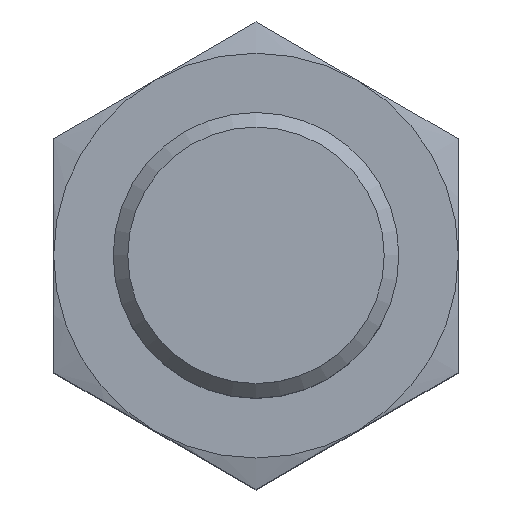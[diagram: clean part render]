
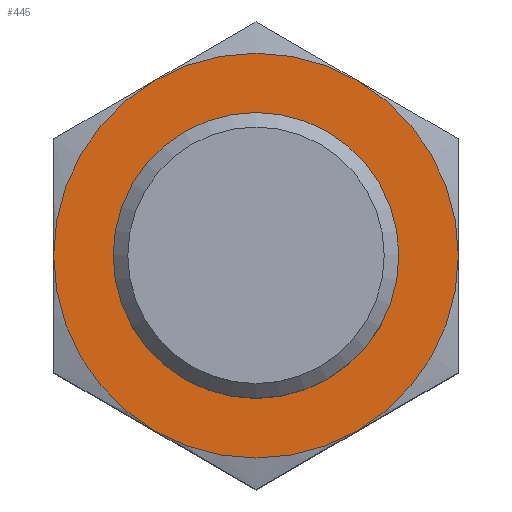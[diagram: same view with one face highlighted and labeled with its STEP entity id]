
A CAD part, top view. The second image highlights one B-rep face of the part: STEP entity #445.
In plain terms, the highlighted face is planar.
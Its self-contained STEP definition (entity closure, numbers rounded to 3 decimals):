
#67=PLANE('',#527);
#160=ORIENTED_EDGE('',*,*,#255,.F.);
#161=ORIENTED_EDGE('',*,*,#235,.T.);
#162=ORIENTED_EDGE('',*,*,#236,.T.);
#163=ORIENTED_EDGE('',*,*,#239,.T.);
#164=ORIENTED_EDGE('',*,*,#245,.T.);
#165=ORIENTED_EDGE('',*,*,#254,.T.);
#166=ORIENTED_EDGE('',*,*,#244,.T.);
#235=EDGE_CURVE('',#284,#286,#314,.T.);
#236=EDGE_CURVE('',#286,#287,#315,.T.);
#239=EDGE_CURVE('',#287,#289,#316,.T.);
#244=EDGE_CURVE('',#291,#284,#317,.T.);
#245=EDGE_CURVE('',#289,#293,#318,.T.);
#254=EDGE_CURVE('',#293,#291,#321,.T.);
#255=EDGE_CURVE('',#298,#298,#322,.T.);
#284=VERTEX_POINT('',#776);
#286=VERTEX_POINT('',#782);
#287=VERTEX_POINT('',#786);
#289=VERTEX_POINT('',#798);
#291=VERTEX_POINT('',#813);
#293=VERTEX_POINT('',#822);
#298=VERTEX_POINT('',#859);
#314=CIRCLE('',#512,8.5);
#315=CIRCLE('',#514,8.5);
#316=CIRCLE('',#516,8.5);
#317=CIRCLE('',#518,8.5);
#318=CIRCLE('',#520,8.5);
#321=CIRCLE('',#526,8.5);
#322=CIRCLE('',#528,6.);
#357=EDGE_LOOP('',(#160));
#358=EDGE_LOOP('',(#161,#162,#163,#164,#165,#166));
#403=FACE_BOUND('',#357,.T.);
#404=FACE_BOUND('',#358,.T.);
#445=ADVANCED_FACE('',(#403,#404),#67,.F.);
#512=AXIS2_PLACEMENT_3D('',#783,#604,#605);
#514=AXIS2_PLACEMENT_3D('',#785,#608,#609);
#516=AXIS2_PLACEMENT_3D('',#797,#612,#613);
#518=AXIS2_PLACEMENT_3D('',#819,#616,#617);
#520=AXIS2_PLACEMENT_3D('',#821,#620,#621);
#526=AXIS2_PLACEMENT_3D('',#856,#632,#633);
#527=AXIS2_PLACEMENT_3D('',#857,#634,#635);
#528=AXIS2_PLACEMENT_3D('',#858,#636,#637);
#604=DIRECTION('',(1.,0.,0.));
#605=DIRECTION('',(0.,0.,-1.));
#608=DIRECTION('',(1.,0.,0.));
#609=DIRECTION('',(0.,0.,-1.));
#612=DIRECTION('',(1.,0.,0.));
#613=DIRECTION('',(0.,0.,-1.));
#616=DIRECTION('',(1.,0.,0.));
#617=DIRECTION('',(0.,0.,-1.));
#620=DIRECTION('',(1.,0.,0.));
#621=DIRECTION('',(0.,0.,-1.));
#632=DIRECTION('',(1.,0.,0.));
#633=DIRECTION('',(0.,0.,-1.));
#634=DIRECTION('',(-1.,0.,0.));
#635=DIRECTION('',(0.,0.,1.));
#636=DIRECTION('',(1.,0.,0.));
#637=DIRECTION('',(0.,0.,-1.));
#776=CARTESIAN_POINT('',(4.,0.,-8.5));
#782=CARTESIAN_POINT('',(4.,7.361,-4.25));
#783=CARTESIAN_POINT('',(4.,0.,0.));
#785=CARTESIAN_POINT('',(4.,0.,0.));
#786=CARTESIAN_POINT('',(4.,7.361,4.25));
#797=CARTESIAN_POINT('',(4.,0.,0.));
#798=CARTESIAN_POINT('',(4.,0.,8.5));
#813=CARTESIAN_POINT('',(4.,-7.361,-4.25));
#819=CARTESIAN_POINT('',(4.,0.,0.));
#821=CARTESIAN_POINT('',(4.,0.,0.));
#822=CARTESIAN_POINT('',(4.,-7.361,4.25));
#856=CARTESIAN_POINT('',(4.,0.,0.));
#857=CARTESIAN_POINT('',(4.,8.5,0.));
#858=CARTESIAN_POINT('',(4.,0.,0.));
#859=CARTESIAN_POINT('',(4.,0.,-6.));
